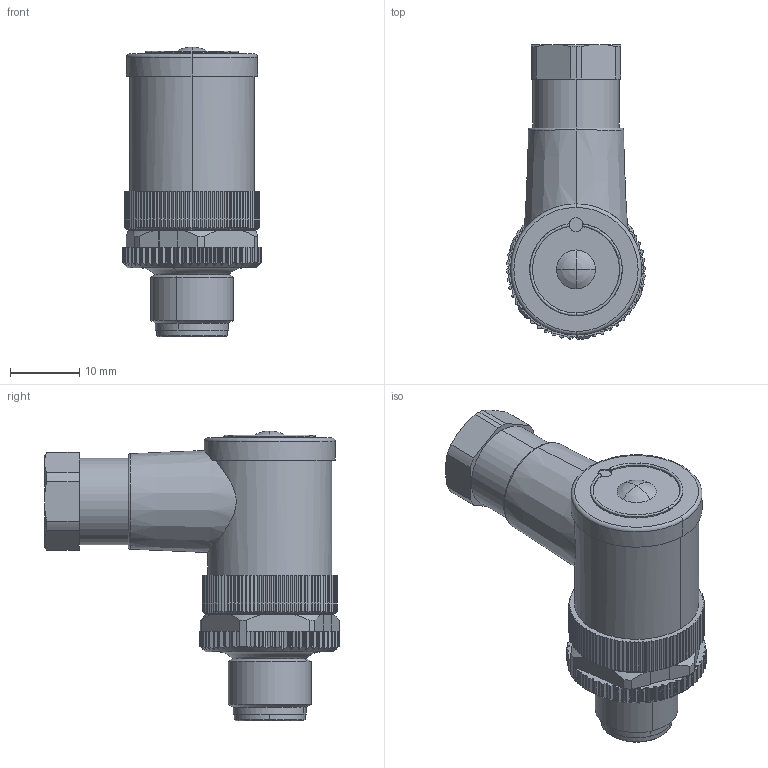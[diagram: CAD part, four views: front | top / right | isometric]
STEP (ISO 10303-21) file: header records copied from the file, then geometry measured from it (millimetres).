
FILE_DESCRIPTION(('CATIA V5 STEP Exchange','CAx-IF Rec.Pracs.--- Model Styling and Organization---1.5--- 2016-08-15','CAx-IF Rec.Pracs.---Supplemental Geometry---1.0---2011-11-01','CAx-IF Rec.Pracs.--- Composite Materials ---1.1---2010-07-15'),'2;1');
FILE_NAME ('034274-2_2', '2025-11-24T09:51:22+00:00', ('none'), ('Weidmueller'), 'CATIA Version 5-6 Release 2024 SP4', 'CATIA V5 STEP AP214 v3', 'none');
FILE_SCHEMA(('AUTOMOTIVE_DESIGN { 1 0 10303 214 1 1 1 1 }'));
Length unit declared in the file: millimetre
Products named in the file (1): 9457290000
Bounding box: 20.19 x 42.69 x 42 mm (x, y, z)
Volume: 12611.6 mm3; surface area: 4619 mm2
Topology: 1 solids, 1 shells, 733 faces, 2133 edges, 1396 vertices
Faces by surface type: plane 359, cylinder 312, cone 34, sphere 20, torus 8
Entity records: 25601 total; most frequent: CARTESIAN_POINT 7235, ORIENTED_EDGE 4226, DIRECTION 2930, EDGE_CURVE 2113, VERTEX_POINT 1396, AXIS2_PLACEMENT_3D 1168, VECTOR 1033, LINE 1033
